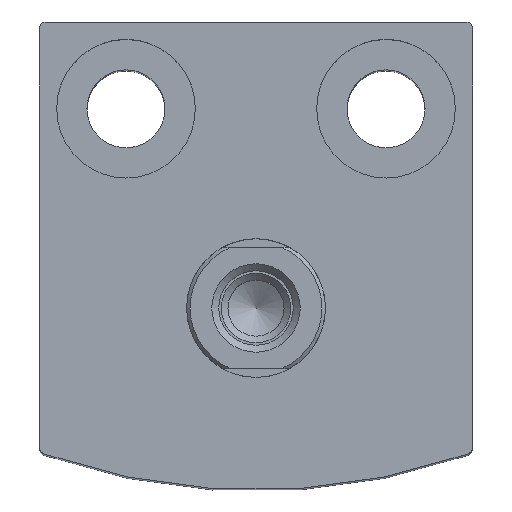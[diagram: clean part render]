
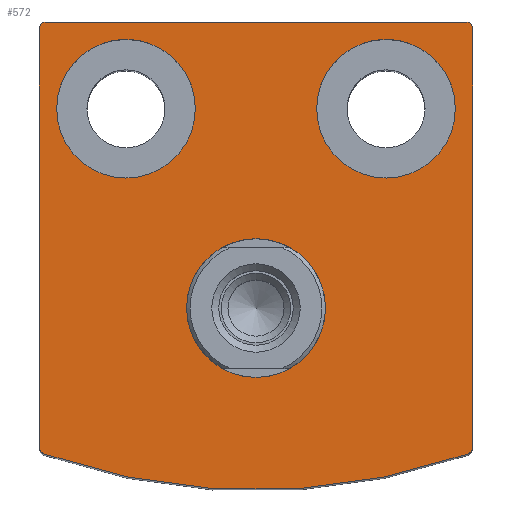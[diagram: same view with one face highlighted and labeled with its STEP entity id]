
A CAD part, top view. The second image highlights one B-rep face of the part: STEP entity #572.
In plain terms, the highlighted planar face has unit normal (0, 0, 1).
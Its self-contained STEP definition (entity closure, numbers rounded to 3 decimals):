
#41=CIRCLE('',#633,0.4);
#43=CIRCLE('',#636,37.);
#45=CIRCLE('',#639,0.4);
#47=CIRCLE('',#643,0.4);
#51=CIRCLE('',#649,0.4);
#55=CIRCLE('',#655,4.);
#56=CIRCLE('',#656,4.);
#57=CIRCLE('',#657,4.);
#144=ORIENTED_EDGE('',*,*,#264,.T.);
#145=ORIENTED_EDGE('',*,*,#265,.T.);
#146=ORIENTED_EDGE('',*,*,#266,.T.);
#147=ORIENTED_EDGE('',*,*,#236,.T.);
#148=ORIENTED_EDGE('',*,*,#240,.T.);
#149=ORIENTED_EDGE('',*,*,#243,.T.);
#150=ORIENTED_EDGE('',*,*,#246,.T.);
#151=ORIENTED_EDGE('',*,*,#249,.T.);
#152=ORIENTED_EDGE('',*,*,#252,.T.);
#153=ORIENTED_EDGE('',*,*,#257,.T.);
#154=ORIENTED_EDGE('',*,*,#260,.T.);
#236=EDGE_CURVE('',#304,#305,#359,.T.);
#240=EDGE_CURVE('',#305,#308,#41,.T.);
#243=EDGE_CURVE('',#308,#310,#43,.T.);
#246=EDGE_CURVE('',#310,#312,#45,.T.);
#249=EDGE_CURVE('',#312,#314,#366,.T.);
#252=EDGE_CURVE('',#314,#316,#47,.T.);
#257=EDGE_CURVE('',#316,#320,#370,.T.);
#260=EDGE_CURVE('',#320,#304,#51,.T.);
#264=EDGE_CURVE('',#324,#324,#55,.T.);
#265=EDGE_CURVE('',#325,#325,#56,.T.);
#266=EDGE_CURVE('',#326,#326,#57,.T.);
#304=VERTEX_POINT('',#916);
#305=VERTEX_POINT('',#917);
#308=VERTEX_POINT('',#925);
#310=VERTEX_POINT('',#931);
#312=VERTEX_POINT('',#937);
#314=VERTEX_POINT('',#943);
#316=VERTEX_POINT('',#949);
#320=VERTEX_POINT('',#959);
#324=VERTEX_POINT('',#973);
#325=VERTEX_POINT('',#975);
#326=VERTEX_POINT('',#977);
#359=LINE('',#915,#381);
#366=LINE('',#942,#388);
#370=LINE('',#958,#392);
#381=VECTOR('',#721,1000.);
#388=VECTOR('',#748,1000.);
#392=VECTOR('',#764,1000.);
#416=EDGE_LOOP('',(#144));
#417=EDGE_LOOP('',(#145));
#418=EDGE_LOOP('',(#146));
#419=EDGE_LOOP('',(#147,#148,#149,#150,#151,#152,#153,#154));
#486=FACE_BOUND('',#416,.T.);
#487=FACE_BOUND('',#417,.T.);
#488=FACE_BOUND('',#418,.T.);
#489=FACE_BOUND('',#419,.T.);
#548=PLANE('',#654);
#572=ADVANCED_FACE('',(#486,#487,#488,#489),#548,.T.);
#633=AXIS2_PLACEMENT_3D('',#924,#727,#728);
#636=AXIS2_PLACEMENT_3D('',#930,#734,#735);
#639=AXIS2_PLACEMENT_3D('',#936,#741,#742);
#643=AXIS2_PLACEMENT_3D('',#948,#753,#754);
#649=AXIS2_PLACEMENT_3D('',#964,#769,#770);
#654=AXIS2_PLACEMENT_3D('',#971,#779,#780);
#655=AXIS2_PLACEMENT_3D('',#972,#781,#782);
#656=AXIS2_PLACEMENT_3D('',#974,#783,#784);
#657=AXIS2_PLACEMENT_3D('',#976,#785,#786);
#721=DIRECTION('',(0.,-1.,0.));
#727=DIRECTION('',(0.,0.,1.));
#728=DIRECTION('',(1.,0.,0.));
#734=DIRECTION('',(0.,0.,1.));
#735=DIRECTION('',(1.,0.,0.));
#741=DIRECTION('',(0.,0.,1.));
#742=DIRECTION('',(1.,0.,0.));
#748=DIRECTION('',(0.,1.,0.));
#753=DIRECTION('',(0.,0.,1.));
#754=DIRECTION('',(1.,0.,0.));
#764=DIRECTION('',(-1.,0.,0.));
#769=DIRECTION('',(0.,0.,1.));
#770=DIRECTION('',(1.,0.,0.));
#779=DIRECTION('',(0.,0.,1.));
#780=DIRECTION('',(1.,0.,0.));
#781=DIRECTION('',(0.,0.,-1.));
#782=DIRECTION('',(-1.,0.,0.));
#783=DIRECTION('',(0.,0.,-1.));
#784=DIRECTION('',(-1.,0.,0.));
#785=DIRECTION('',(0.,0.,-1.));
#786=DIRECTION('',(-1.,0.,0.));
#915=CARTESIAN_POINT('',(-12.5,16.1,0.));
#916=CARTESIAN_POINT('',(-12.5,16.1,0.));
#917=CARTESIAN_POINT('',(-12.5,-8.042,0.));
#924=CARTESIAN_POINT('',(-12.1,-8.042,0.));
#925=CARTESIAN_POINT('',(-12.232,-8.42,0.));
#930=CARTESIAN_POINT('',(0.,26.5,0.));
#931=CARTESIAN_POINT('',(12.232,-8.42,0.));
#936=CARTESIAN_POINT('',(12.1,-8.042,0.));
#937=CARTESIAN_POINT('',(12.5,-8.042,0.));
#942=CARTESIAN_POINT('',(12.5,-8.042,0.));
#943=CARTESIAN_POINT('',(12.5,16.1,0.));
#948=CARTESIAN_POINT('',(12.1,16.1,0.));
#949=CARTESIAN_POINT('',(12.1,16.5,0.));
#958=CARTESIAN_POINT('',(12.1,16.5,0.));
#959=CARTESIAN_POINT('',(-12.1,16.5,0.));
#964=CARTESIAN_POINT('',(-12.1,16.1,0.));
#971=CARTESIAN_POINT('',(-12.1,-8.042,0.));
#972=CARTESIAN_POINT('',(0.,0.,0.));
#973=CARTESIAN_POINT('',(-4.,0.,0.));
#974=CARTESIAN_POINT('',(7.5,11.5,0.));
#975=CARTESIAN_POINT('',(3.5,11.5,0.));
#976=CARTESIAN_POINT('',(-7.5,11.5,0.));
#977=CARTESIAN_POINT('',(-11.5,11.5,0.));
